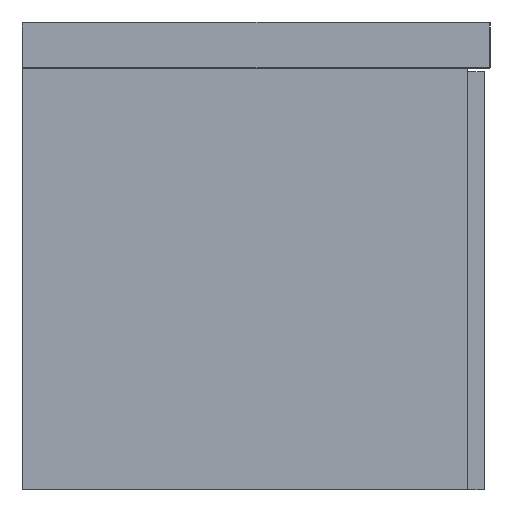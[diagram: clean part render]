
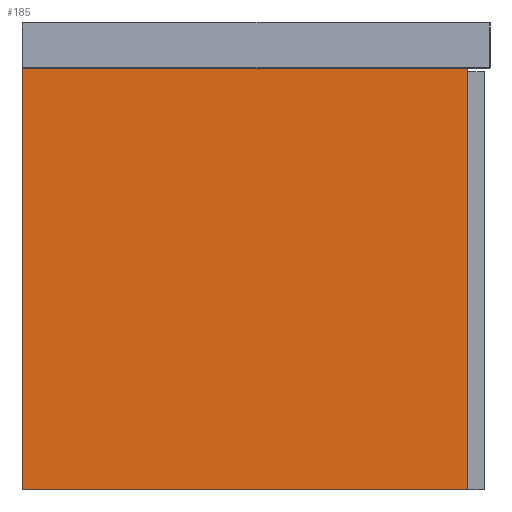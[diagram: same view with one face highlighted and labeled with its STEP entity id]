
A CAD part, left-side view. The second image highlights one B-rep face of the part: STEP entity #185.
In plain terms, the highlighted planar face has unit normal (-1, 0, 0).
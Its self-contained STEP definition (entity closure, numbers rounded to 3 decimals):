
#185=ADVANCED_FACE('',(#254),#1016,.T.);
#254=FACE_OUTER_BOUND('',#323,.T.);
#323=EDGE_LOOP('',(#454,#455,#456,#457));
#454=ORIENTED_EDGE('',*,*,#696,.F.);
#455=ORIENTED_EDGE('',*,*,#697,.F.);
#456=ORIENTED_EDGE('',*,*,#693,.F.);
#457=ORIENTED_EDGE('',*,*,#695,.F.);
#693=EDGE_CURVE('',#938,#939,#832,.T.);
#695=EDGE_CURVE('',#940,#938,#834,.T.);
#696=EDGE_CURVE('',#941,#940,#835,.T.);
#697=EDGE_CURVE('',#939,#941,#836,.T.);
#832=B_SPLINE_CURVE_WITH_KNOTS('',1,(#1556,#1557),.UNSPECIFIED.,.F.,.F.,
(2,2),(0.,476.),.UNSPECIFIED.);
#834=B_SPLINE_CURVE_WITH_KNOTS('',1,(#1560,#1561),.UNSPECIFIED.,.F.,.F.,
(2,2),(-450.,0.),.UNSPECIFIED.);
#835=B_SPLINE_CURVE_WITH_KNOTS('',1,(#1562,#1563),.UNSPECIFIED.,.F.,.F.,
(2,2),(-476.,0.),.UNSPECIFIED.);
#836=B_SPLINE_CURVE_WITH_KNOTS('',1,(#1564,#1565),.UNSPECIFIED.,.F.,.F.,
(2,2),(-450.,0.),.UNSPECIFIED.);
#938=VERTEX_POINT('',#1542);
#939=VERTEX_POINT('',#1543);
#940=VERTEX_POINT('',#1544);
#941=VERTEX_POINT('',#1545);
#1016=PLANE('',#1252);
#1252=AXIS2_PLACEMENT_3D('',#1534,#1340,$);
#1340=DIRECTION('',(-1.,0.,0.));
#1534=CARTESIAN_POINT('',(-446.5,-270.,-47.6));
#1542=CARTESIAN_POINT('',(-446.5,225.,0.));
#1543=CARTESIAN_POINT('',(-446.5,225.,476.));
#1544=CARTESIAN_POINT('',(-446.5,-225.,0.));
#1545=CARTESIAN_POINT('',(-446.5,-225.,476.));
#1556=CARTESIAN_POINT('',(-446.5,225.,0.));
#1557=CARTESIAN_POINT('',(-446.5,225.,476.));
#1560=CARTESIAN_POINT('',(-446.5,-225.,0.));
#1561=CARTESIAN_POINT('',(-446.5,225.,0.));
#1562=CARTESIAN_POINT('',(-446.5,-225.,476.));
#1563=CARTESIAN_POINT('',(-446.5,-225.,0.));
#1564=CARTESIAN_POINT('',(-446.5,225.,476.));
#1565=CARTESIAN_POINT('',(-446.5,-225.,476.));
